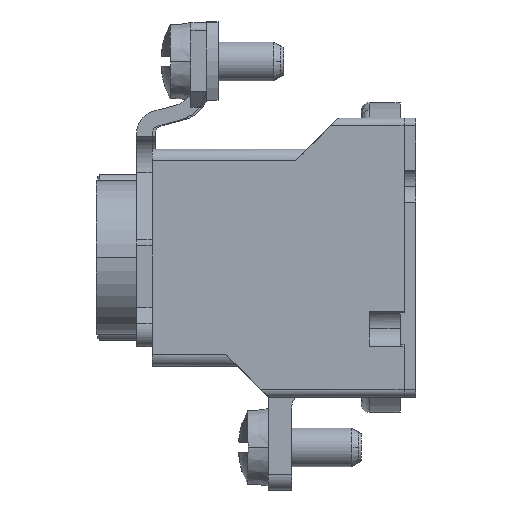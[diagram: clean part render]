
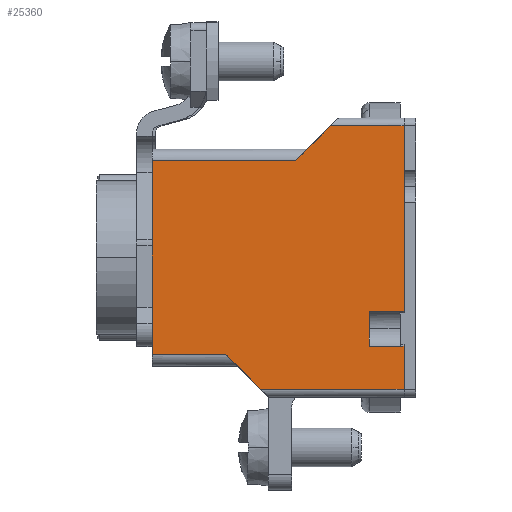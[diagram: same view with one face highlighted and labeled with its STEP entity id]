
A CAD part, left-side view. The second image highlights one B-rep face of the part: STEP entity #25360.
In plain terms, the highlighted planar face has unit normal (-1, 0, 0).
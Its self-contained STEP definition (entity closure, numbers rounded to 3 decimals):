
#15208=DIRECTION('',(0.,0.,-1.));
#15209=VECTOR('',#15208,25.);
#15210=CARTESIAN_POINT('',(-40.35,34.,12.5));
#15211=LINE('',#15210,#15209);
#15819=DIRECTION('',(0.,-1.,0.));
#15820=VECTOR('',#15819,9.5);
#15821=CARTESIAN_POINT('',(-40.35,34.,-12.5));
#15822=LINE('',#15821,#15820);
#15826=CARTESIAN_POINT('',(-40.35,24.5,-12.5));
#15838=DIRECTION('',(0.,-1.,0.));
#15839=VECTOR('',#15838,4.5);
#15840=CARTESIAN_POINT('',(-40.35,6.,-11.442));
#15841=LINE('',#15840,#15839);
#15845=DIRECTION('',(0.,0.707,0.707));
#15846=VECTOR('',#15845,6.364);
#15847=CARTESIAN_POINT('',(-40.35,20.,-17.));
#15848=LINE('',#15847,#15846);
#15852=DIRECTION('',(0.,-0.707,0.707));
#15853=VECTOR('',#15852,6.364);
#15854=CARTESIAN_POINT('',(-40.35,15.5,12.5));
#15855=LINE('',#15854,#15853);
#15859=DIRECTION('',(0.,-1.,0.));
#15860=VECTOR('',#15859,4.5);
#15861=CARTESIAN_POINT('',(-40.35,6.,-6.942));
#15862=LINE('',#15861,#15860);
#15880=DIRECTION('',(0.,0.,1.));
#15881=VECTOR('',#15880,23.942);
#15882=CARTESIAN_POINT('',(-40.35,1.5,-6.942));
#15883=LINE('',#15882,#15881);
#15932=DIRECTION('',(0.,1.,0.));
#15933=VECTOR('',#15932,9.5);
#15934=CARTESIAN_POINT('',(-40.35,1.5,17.));
#15935=LINE('',#15934,#15933);
#15983=DIRECTION('',(0.,1.,0.));
#15984=VECTOR('',#15983,18.5);
#15985=CARTESIAN_POINT('',(-40.35,15.5,12.5));
#15986=LINE('',#15985,#15984);
#20745=DIRECTION('',(0.,0.,1.));
#20746=VECTOR('',#20745,5.558);
#20747=CARTESIAN_POINT('',(-40.35,1.5,-17.));
#20748=LINE('',#20747,#20746);
#20759=DIRECTION('',(0.,0.,1.));
#20760=VECTOR('',#20759,4.5);
#20761=CARTESIAN_POINT('',(-40.35,6.,-11.442));
#20762=LINE('',#20761,#20760);
#20796=DIRECTION('',(0.,-1.,0.));
#20797=VECTOR('',#20796,18.5);
#20798=CARTESIAN_POINT('',(-40.35,20.,-17.));
#20799=LINE('',#20798,#20797);
#23012=CARTESIAN_POINT('',(-40.35,34.,12.5));
#23013=VERTEX_POINT('',#23012);
#23014=CARTESIAN_POINT('',(-40.35,34.,-12.5));
#23015=VERTEX_POINT('',#23014);
#23179=VERTEX_POINT('',#15826);
#23180=CARTESIAN_POINT('',(-40.35,20.,-17.));
#23181=VERTEX_POINT('',#23180);
#23185=CARTESIAN_POINT('',(-40.35,6.,-6.942));
#23186=CARTESIAN_POINT('',(-40.35,1.5,-6.942));
#23187=VERTEX_POINT('',#23185);
#23188=VERTEX_POINT('',#23186);
#23189=CARTESIAN_POINT('',(-40.35,6.,-11.442));
#23190=VERTEX_POINT('',#23189);
#23191=CARTESIAN_POINT('',(-40.35,1.5,-11.442));
#23192=VERTEX_POINT('',#23191);
#23193=CARTESIAN_POINT('',(-40.35,1.5,-17.));
#23194=VERTEX_POINT('',#23193);
#23195=CARTESIAN_POINT('',(-40.35,15.5,12.5));
#23196=VERTEX_POINT('',#23195);
#23197=CARTESIAN_POINT('',(-40.35,11.,17.));
#23198=VERTEX_POINT('',#23197);
#23199=CARTESIAN_POINT('',(-40.35,1.5,17.));
#23200=VERTEX_POINT('',#23199);
#25332=CARTESIAN_POINT('',(-40.35,0.,-18.));
#25333=DIRECTION('',(-1.,0.,0.));
#25334=DIRECTION('',(0.,0.,1.));
#25335=AXIS2_PLACEMENT_3D('',#25332,#25333,#25334);
#25336=PLANE('',#25335);
#25338=ORIENTED_EDGE('',*,*,#25337,.F.);
#25340=ORIENTED_EDGE('',*,*,#25339,.F.);
#25342=ORIENTED_EDGE('',*,*,#25341,.T.);
#25344=ORIENTED_EDGE('',*,*,#25343,.F.);
#25346=ORIENTED_EDGE('',*,*,#25345,.F.);
#25347=ORIENTED_EDGE('',*,*,#25294,.T.);
#25348=ORIENTED_EDGE('',*,*,#25319,.F.);
#25349=ORIENTED_EDGE('',*,*,#25066,.F.);
#25351=ORIENTED_EDGE('',*,*,#25350,.F.);
#25353=ORIENTED_EDGE('',*,*,#25352,.T.);
#25355=ORIENTED_EDGE('',*,*,#25354,.F.);
#25357=ORIENTED_EDGE('',*,*,#25356,.F.);
#25358=EDGE_LOOP('',(#25338,#25340,#25342,#25344,#25346,#25347,#25348,#25349,
#25351,#25353,#25355,#25357));
#25359=FACE_OUTER_BOUND('',#25358,.F.);
#25066=EDGE_CURVE('',#23013,#23015,#15211,.T.);
#25294=EDGE_CURVE('',#23181,#23179,#15848,.T.);
#25319=EDGE_CURVE('',#23015,#23179,#15822,.T.);
#25337=EDGE_CURVE('',#23187,#23188,#15862,.T.);
#25339=EDGE_CURVE('',#23190,#23187,#20762,.T.);
#25341=EDGE_CURVE('',#23190,#23192,#15841,.T.);
#25343=EDGE_CURVE('',#23194,#23192,#20748,.T.);
#25345=EDGE_CURVE('',#23181,#23194,#20799,.T.);
#25350=EDGE_CURVE('',#23196,#23013,#15986,.T.);
#25352=EDGE_CURVE('',#23196,#23198,#15855,.T.);
#25354=EDGE_CURVE('',#23200,#23198,#15935,.T.);
#25356=EDGE_CURVE('',#23188,#23200,#15883,.T.);
#25360=ADVANCED_FACE('',(#25359),#25336,.T.);
